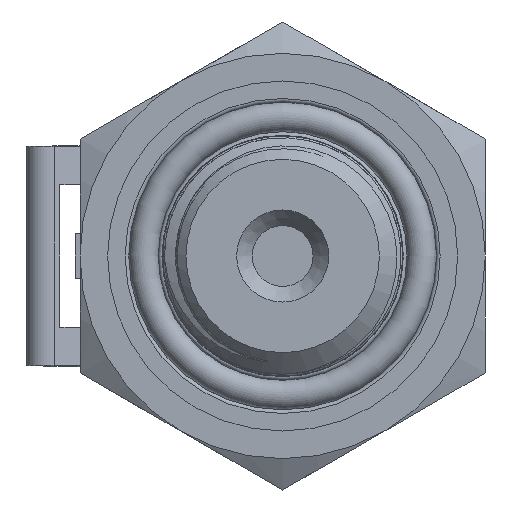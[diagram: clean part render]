
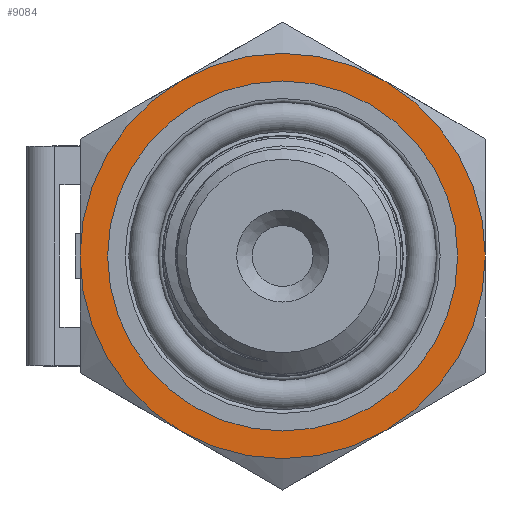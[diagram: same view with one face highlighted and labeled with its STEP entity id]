
A CAD part, left-side view. The second image highlights one B-rep face of the part: STEP entity #9084.
In plain terms, the highlighted planar face has unit normal (-1, 0, 0).
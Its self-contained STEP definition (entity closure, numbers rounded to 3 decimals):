
#439=FACE_BOUND('',#1546,.T.);
#511=PLANE('',#9461);
#988=FACE_OUTER_BOUND('',#1545,.T.);
#1545=EDGE_LOOP('',(#7804,#7805,#7806,#7807,#7808,#7809));
#1546=EDGE_LOOP('',(#7810));
#1789=CIRCLE('',#9395,11.);
#1790=CIRCLE('',#9397,11.);
#1791=CIRCLE('',#9399,11.);
#1792=CIRCLE('',#9401,11.);
#1793=CIRCLE('',#9403,11.);
#1794=CIRCLE('',#9405,11.);
#1822=CIRCLE('',#9460,9.5);
#4243=VERTEX_POINT('',#20311);
#4244=VERTEX_POINT('',#20315);
#4246=VERTEX_POINT('',#20322);
#4248=VERTEX_POINT('',#20332);
#4250=VERTEX_POINT('',#20345);
#4252=VERTEX_POINT('',#20355);
#4282=VERTEX_POINT('',#23464);
#5436=EDGE_CURVE('',#4243,#4244,#1789,.T.);
#5439=EDGE_CURVE('',#4246,#4243,#1790,.T.);
#5442=EDGE_CURVE('',#4248,#4246,#1791,.T.);
#5444=EDGE_CURVE('',#4250,#4248,#1792,.T.);
#5447=EDGE_CURVE('',#4252,#4250,#1793,.T.);
#5450=EDGE_CURVE('',#4244,#4252,#1794,.T.);
#5508=EDGE_CURVE('',#4282,#4282,#1822,.T.);
#7804=ORIENTED_EDGE('',*,*,#5450,.T.);
#7805=ORIENTED_EDGE('',*,*,#5447,.T.);
#7806=ORIENTED_EDGE('',*,*,#5444,.T.);
#7807=ORIENTED_EDGE('',*,*,#5442,.T.);
#7808=ORIENTED_EDGE('',*,*,#5439,.T.);
#7809=ORIENTED_EDGE('',*,*,#5436,.T.);
#7810=ORIENTED_EDGE('',*,*,#5508,.T.);
#9084=ADVANCED_FACE('',(#988,#439),#511,.T.);
#9395=AXIS2_PLACEMENT_3D('',#20319,#10236,#10237);
#9397=AXIS2_PLACEMENT_3D('',#20329,#10240,#10241);
#9399=AXIS2_PLACEMENT_3D('',#20339,#10244,#10245);
#9401=AXIS2_PLACEMENT_3D('',#20346,#10248,#10249);
#9403=AXIS2_PLACEMENT_3D('',#20356,#10252,#10253);
#9405=AXIS2_PLACEMENT_3D('',#20365,#10256,#10257);
#9460=AXIS2_PLACEMENT_3D('',#23465,#10376,#10377);
#9461=AXIS2_PLACEMENT_3D('',#23467,#10379,#10380);
#10236=DIRECTION('center_axis',(-1.,0.,0.));
#10237=DIRECTION('ref_axis',(0.,1.,0.));
#10240=DIRECTION('center_axis',(-1.,0.,0.));
#10241=DIRECTION('ref_axis',(0.,1.,0.));
#10244=DIRECTION('center_axis',(-1.,0.,0.));
#10245=DIRECTION('ref_axis',(0.,1.,0.));
#10248=DIRECTION('center_axis',(-1.,0.,0.));
#10249=DIRECTION('ref_axis',(0.,1.,0.));
#10252=DIRECTION('center_axis',(-1.,0.,0.));
#10253=DIRECTION('ref_axis',(0.,1.,0.));
#10256=DIRECTION('center_axis',(-1.,0.,0.));
#10257=DIRECTION('ref_axis',(0.,1.,0.));
#10376=DIRECTION('center_axis',(1.,0.,0.));
#10377=DIRECTION('ref_axis',(0.,0.,-1.));
#10379=DIRECTION('center_axis',(-1.,0.,0.));
#10380=DIRECTION('ref_axis',(0.,0.,1.));
#20311=CARTESIAN_POINT('',(-36.6,5.5,9.526));
#20315=CARTESIAN_POINT('',(-36.6,11.,0.));
#20319=CARTESIAN_POINT('Origin',(-36.6,0.,0.));
#20322=CARTESIAN_POINT('',(-36.6,-5.5,9.526));
#20329=CARTESIAN_POINT('Origin',(-36.6,0.,0.));
#20332=CARTESIAN_POINT('',(-36.6,-11.,0.));
#20339=CARTESIAN_POINT('Origin',(-36.6,0.,0.));
#20345=CARTESIAN_POINT('',(-36.6,-5.5,-9.526));
#20346=CARTESIAN_POINT('Origin',(-36.6,0.,0.));
#20355=CARTESIAN_POINT('',(-36.6,5.5,-9.526));
#20356=CARTESIAN_POINT('Origin',(-36.6,0.,0.));
#20365=CARTESIAN_POINT('Origin',(-36.6,0.,0.));
#23464=CARTESIAN_POINT('',(-36.6,-9.5,0.));
#23465=CARTESIAN_POINT('Origin',(-36.6,0.,0.));
#23467=CARTESIAN_POINT('Origin',(-36.6,11.,0.));
